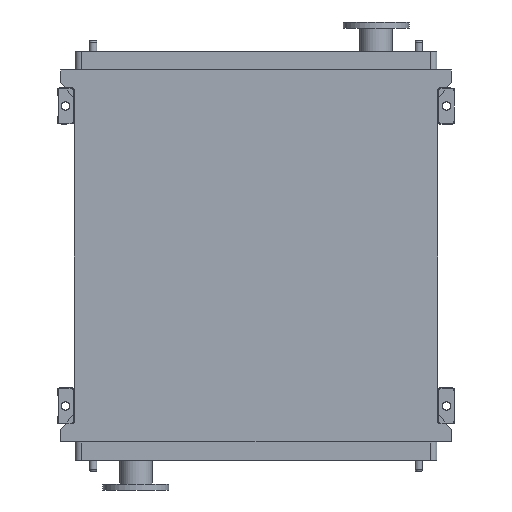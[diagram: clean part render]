
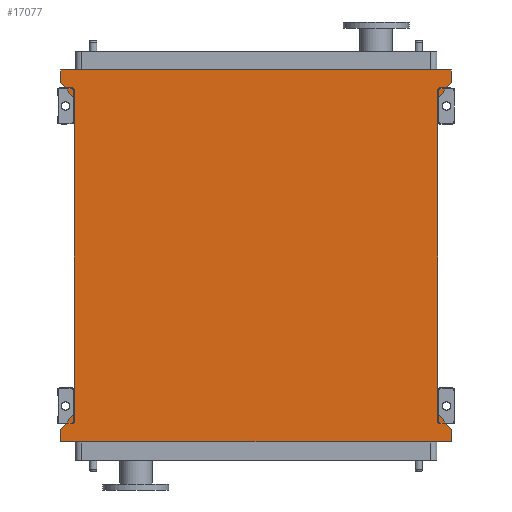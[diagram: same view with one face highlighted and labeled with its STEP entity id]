
A CAD part, front view. The second image highlights one B-rep face of the part: STEP entity #17077.
In plain terms, the highlighted planar face has unit normal (0, -1, 0).
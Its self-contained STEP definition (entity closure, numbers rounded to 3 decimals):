
#145 = VERTEX_POINT ( 'NONE', #6792 ) ;
#303 = DIRECTION ( 'NONE',  ( 0., 0., -1. ) ) ;
#526 = LINE ( 'NONE', #10184, #8031 ) ;
#714 = DIRECTION ( 'NONE',  ( -1., 0., 0. ) ) ;
#1152 = CARTESIAN_POINT ( 'NONE',  ( -605., 0., 0. ) ) ;
#1250 = CARTESIAN_POINT ( 'NONE',  ( 651., 0., -1145. ) ) ;
#1450 = VERTEX_POINT ( 'NONE', #10868 ) ;
#1524 = EDGE_CURVE ( 'NONE', #1450, #15216, #7625, .T. ) ;
#1606 = LINE ( 'NONE', #12709, #12019 ) ;
#1660 = CARTESIAN_POINT ( 'NONE',  ( -605., 0., -1050. ) ) ;
#1661 = EDGE_CURVE ( 'NONE', #3932, #16807, #12922, .T. ) ;
#1989 = CARTESIAN_POINT ( 'NONE',  ( -651., 0., -1145. ) ) ;
#2179 = LINE ( 'NONE', #1989, #12126 ) ;
#2296 = ORIENTED_EDGE ( 'NONE', *, *, #1661, .F. ) ;
#2822 = DIRECTION ( 'NONE',  ( -0.655, 0., -0.755 ) ) ;
#2863 = VERTEX_POINT ( 'NONE', #8717 ) ;
#3325 = ORIENTED_EDGE ( 'NONE', *, *, #13357, .F. ) ;
#3355 = EDGE_LOOP ( 'NONE', ( #4271, #2296, #8665, #12974, #16255, #3674, #15248, #6596, #12370, #16326, #3325, #13478 ) ) ;
#3674 = ORIENTED_EDGE ( 'NONE', *, *, #3735, .F. ) ;
#3735 = EDGE_CURVE ( 'NONE', #145, #17962, #16610, .T. ) ;
#3932 = VERTEX_POINT ( 'NONE', #11524 ) ;
#4271 = ORIENTED_EDGE ( 'NONE', *, *, #12186, .T. ) ;
#4292 = DIRECTION ( 'NONE',  ( 0., 0., -1. ) ) ;
#4466 = AXIS2_PLACEMENT_3D ( 'NONE', #7273, #7332, #17212 ) ;
#5143 = VERTEX_POINT ( 'NONE', #1660 ) ;
#5409 = CARTESIAN_POINT ( 'NONE',  ( 605., 0., -1050. ) ) ;
#5574 = LINE ( 'NONE', #14125, #16416 ) ;
#5756 = DIRECTION ( 'NONE',  ( 0., 0., 1. ) ) ;
#5867 = EDGE_CURVE ( 'NONE', #12685, #15865, #13671, .T. ) ;
#6596 = ORIENTED_EDGE ( 'NONE', *, *, #10245, .F. ) ;
#6792 = CARTESIAN_POINT ( 'NONE',  ( -605., 0., 0. ) ) ;
#7071 = DIRECTION ( 'NONE',  ( 0.655, 0., 0.755 ) ) ;
#7094 = VECTOR ( 'NONE', #5756, 1000. ) ;
#7271 = LINE ( 'NONE', #14365, #14356 ) ;
#7273 = CARTESIAN_POINT ( 'NONE',  ( -605., 0., -1050. ) ) ;
#7332 = DIRECTION ( 'NONE',  ( 0., -1., 0. ) ) ;
#7405 = DIRECTION ( 'NONE',  ( 1., 0., 0. ) ) ;
#7625 = LINE ( 'NONE', #8150, #14699 ) ;
#7801 = CARTESIAN_POINT ( 'NONE',  ( -651., 0., -1103. ) ) ;
#8031 = VECTOR ( 'NONE', #303, 1000. ) ;
#8066 = LINE ( 'NONE', #5409, #11384 ) ;
#8150 = CARTESIAN_POINT ( 'NONE',  ( 605., 0., -1050. ) ) ;
#8539 = CARTESIAN_POINT ( 'NONE',  ( -605., 0., -1050. ) ) ;
#8641 = VECTOR ( 'NONE', #12461, 1000. ) ;
#8665 = ORIENTED_EDGE ( 'NONE', *, *, #9038, .F. ) ;
#8717 = CARTESIAN_POINT ( 'NONE',  ( -651., 0., 95. ) ) ;
#9038 = EDGE_CURVE ( 'NONE', #10513, #3932, #526, .T. ) ;
#9197 = CARTESIAN_POINT ( 'NONE',  ( 605., 0., 0. ) ) ;
#10184 = CARTESIAN_POINT ( 'NONE',  ( 651., 0., 95. ) ) ;
#10245 = EDGE_CURVE ( 'NONE', #11123, #5143, #5574, .T. ) ;
#10513 = VERTEX_POINT ( 'NONE', #17640 ) ;
#10744 = CARTESIAN_POINT ( 'NONE',  ( 651., 0., -1103. ) ) ;
#10851 = EDGE_CURVE ( 'NONE', #5143, #145, #11775, .T. ) ;
#10868 = CARTESIAN_POINT ( 'NONE',  ( 605., 0., -1050. ) ) ;
#10996 = DIRECTION ( 'NONE',  ( 0.655, 0., -0.755 ) ) ;
#11123 = VERTEX_POINT ( 'NONE', #7801 ) ;
#11384 = VECTOR ( 'NONE', #13875, 1000. ) ;
#11442 = FACE_OUTER_BOUND ( 'NONE', #3355, .T. ) ;
#11524 = CARTESIAN_POINT ( 'NONE',  ( 651., 0., 53. ) ) ;
#11585 = EDGE_CURVE ( 'NONE', #2863, #10513, #17086, .T. ) ;
#11775 = LINE ( 'NONE', #8539, #7094 ) ;
#12019 = VECTOR ( 'NONE', #4292, 1000. ) ;
#12126 = VECTOR ( 'NONE', #13287, 1000. ) ;
#12186 = EDGE_CURVE ( 'NONE', #1450, #16807, #8066, .T. ) ;
#12370 = ORIENTED_EDGE ( 'NONE', *, *, #16750, .F. ) ;
#12461 = DIRECTION ( 'NONE',  ( -0.655, 0., 0.755 ) ) ;
#12685 = VERTEX_POINT ( 'NONE', #1250 ) ;
#12709 = CARTESIAN_POINT ( 'NONE',  ( 651., 0., -1103. ) ) ;
#12922 = LINE ( 'NONE', #15427, #16238 ) ;
#12974 = ORIENTED_EDGE ( 'NONE', *, *, #11585, .F. ) ;
#13287 = DIRECTION ( 'NONE',  ( 0., 0., 1. ) ) ;
#13357 = EDGE_CURVE ( 'NONE', #15216, #12685, #1606, .T. ) ;
#13361 = VECTOR ( 'NONE', #7405, 1000. ) ;
#13478 = ORIENTED_EDGE ( 'NONE', *, *, #1524, .F. ) ;
#13671 = LINE ( 'NONE', #17626, #16953 ) ;
#13875 = DIRECTION ( 'NONE',  ( 0., 0., 1. ) ) ;
#14125 = CARTESIAN_POINT ( 'NONE',  ( -651., 0., -1103. ) ) ;
#14356 = VECTOR ( 'NONE', #15731, 1000. ) ;
#14365 = CARTESIAN_POINT ( 'NONE',  ( -651., 0., 53. ) ) ;
#14699 = VECTOR ( 'NONE', #10996, 1000. ) ;
#15104 = CARTESIAN_POINT ( 'NONE',  ( -651., 0., 53. ) ) ;
#15216 = VERTEX_POINT ( 'NONE', #10744 ) ;
#15229 = CARTESIAN_POINT ( 'NONE',  ( -651., 0., -1145. ) ) ;
#15248 = ORIENTED_EDGE ( 'NONE', *, *, #10851, .F. ) ;
#15427 = CARTESIAN_POINT ( 'NONE',  ( 651., 0., 53. ) ) ;
#15551 = EDGE_CURVE ( 'NONE', #17962, #2863, #7271, .T. ) ;
#15731 = DIRECTION ( 'NONE',  ( 0., 0., 1. ) ) ;
#15801 = PLANE ( 'NONE',  #4466 ) ;
#15865 = VERTEX_POINT ( 'NONE', #15229 ) ;
#15877 = CARTESIAN_POINT ( 'NONE',  ( -651., 0., 95. ) ) ;
#16238 = VECTOR ( 'NONE', #2822, 1000. ) ;
#16255 = ORIENTED_EDGE ( 'NONE', *, *, #15551, .F. ) ;
#16326 = ORIENTED_EDGE ( 'NONE', *, *, #5867, .F. ) ;
#16416 = VECTOR ( 'NONE', #7071, 1000. ) ;
#16610 = LINE ( 'NONE', #1152, #8641 ) ;
#16750 = EDGE_CURVE ( 'NONE', #15865, #11123, #2179, .T. ) ;
#16807 = VERTEX_POINT ( 'NONE', #9197 ) ;
#16953 = VECTOR ( 'NONE', #714, 1000. ) ;
#17077 = ADVANCED_FACE ( 'NONE', ( #11442 ), #15801, .T. ) ;
#17086 = LINE ( 'NONE', #15877, #13361 ) ;
#17212 = DIRECTION ( 'NONE',  ( 0., 0., -1. ) ) ;
#17626 = CARTESIAN_POINT ( 'NONE',  ( 651., 0., -1145. ) ) ;
#17640 = CARTESIAN_POINT ( 'NONE',  ( 651., 0., 95. ) ) ;
#17962 = VERTEX_POINT ( 'NONE', #15104 ) ;
